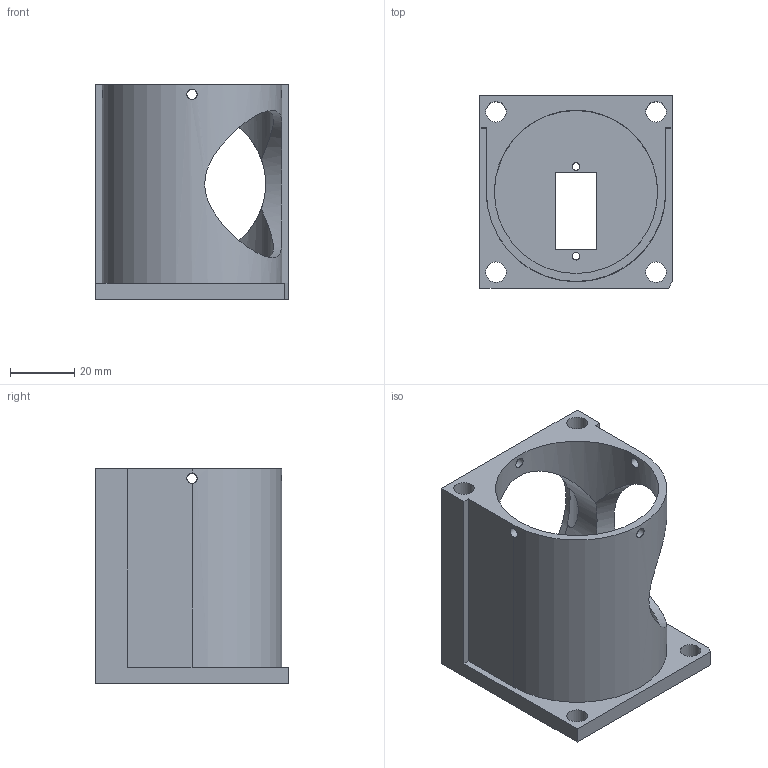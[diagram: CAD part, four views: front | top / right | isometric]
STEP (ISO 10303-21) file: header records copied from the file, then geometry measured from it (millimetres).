
FILE_DESCRIPTION(('FreeCAD Model'),'2;1');
FILE_NAME('Open CASCADE Shape Model','2022-06-10T13:28:21',('Author'),( ''),'Open CASCADE STEP processor 7.5','FreeCAD','Unknown');
FILE_SCHEMA(('AUTOMOTIVE_DESIGN { 1 0 10303 214 1 1 1 1 }'));
Length unit declared in the file: millimetre
Products named in the file (1): BDD_frame
Bounding box: 60 x 60 x 67 mm (x, y, z)
Volume: 49601.2 mm3; surface area: 28335.8 mm2
Topology: 1 solids, 1 shells, 34 faces, 120 edges, 80 vertices
Faces by surface type: plane 19, cylinder 15
Full cylindrical faces by diameter (mm): 2.4 x2, 3.2 x4, 6.4 x4, 46 x2, 50.2 x1, 51 x1
Entity records: 6901 total; most frequent: CARTESIAN_POINT 4629, DIRECTION 372, ORIENTED_EDGE 240, PCURVE 240, DEFINITIONAL_REPRESENTATION 240, LINE 227, VECTOR 227, EDGE_CURVE 120
